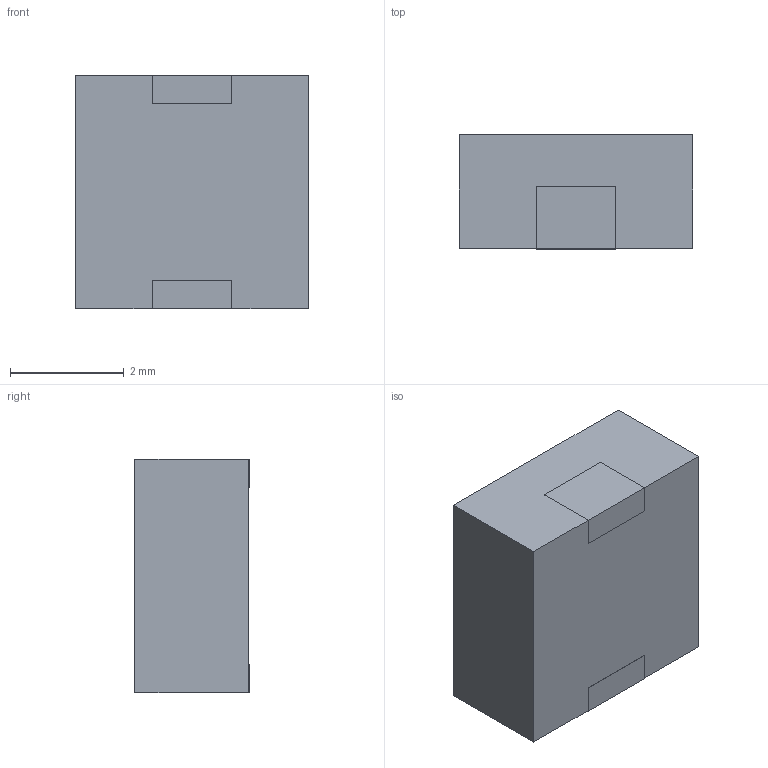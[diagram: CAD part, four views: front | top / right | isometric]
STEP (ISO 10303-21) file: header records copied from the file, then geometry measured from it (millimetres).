
FILE_DESCRIPTION (( 'STEP AP203' ), '1' );
FILE_NAME ('ST-0402S.STEP', '2016-09-08T18:58:07', ( 'Gem' ), ( '' ), 'SwSTEP 2.0', 'SolidWorks 2013', '' );
FILE_SCHEMA (( 'CONFIG_CONTROL_DESIGN' ));
Length unit declared in the file: millimetre
Products named in the file (1): ST-0402S
Bounding box: 4.1 x 2.01 x 4.11 mm (x, y, z)
Volume: 34.3 mm3; surface area: 73.3 mm2
Topology: 2 solids, 2 shells, 41 faces, 102 edges, 68 vertices
Faces by surface type: plane 38, cylinder 3
Entity records: 1279 total; most frequent: CARTESIAN_POINT 212, ORIENTED_EDGE 204, DIRECTION 192, EDGE_CURVE 102, LINE 96, VECTOR 96, VERTEX_POINT 68, AXIS2_PLACEMENT_3D 48
